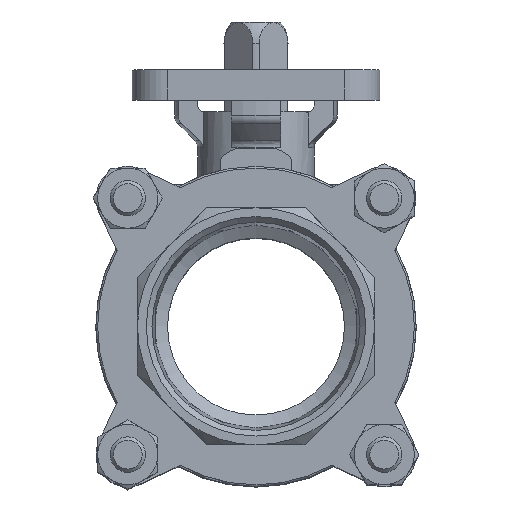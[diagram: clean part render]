
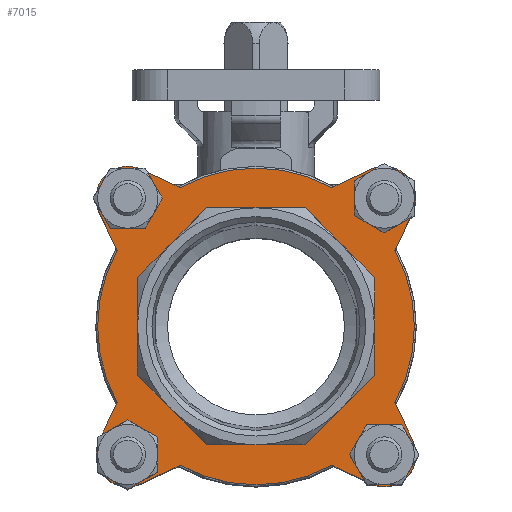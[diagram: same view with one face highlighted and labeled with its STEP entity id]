
A CAD part, top view. The second image highlights one B-rep face of the part: STEP entity #7015.
In plain terms, the highlighted planar face has unit normal (0, 0, 1).
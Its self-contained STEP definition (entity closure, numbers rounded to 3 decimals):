
#77=LINE('',#10932,#435);
#78=LINE('',#10936,#436);
#79=LINE('',#10940,#437);
#80=LINE('',#10944,#438);
#81=LINE('',#10948,#439);
#82=LINE('',#10952,#440);
#83=LINE('',#10956,#441);
#84=LINE('',#10960,#442);
#85=LINE('',#10961,#443);
#86=LINE('',#10964,#444);
#87=LINE('',#10966,#445);
#88=LINE('',#10968,#446);
#89=LINE('',#10970,#447);
#90=LINE('',#10972,#448);
#91=LINE('',#10974,#449);
#92=LINE('',#10976,#450);
#435=VECTOR('',#8516,1000.);
#436=VECTOR('',#8519,1000.);
#437=VECTOR('',#8522,1000.);
#438=VECTOR('',#8525,1000.);
#439=VECTOR('',#8528,1000.);
#440=VECTOR('',#8531,1000.);
#441=VECTOR('',#8534,1000.);
#442=VECTOR('',#8537,1000.);
#443=VECTOR('',#8538,1000.);
#444=VECTOR('',#8539,1000.);
#445=VECTOR('',#8540,1000.);
#446=VECTOR('',#8541,1000.);
#447=VECTOR('',#8542,1000.);
#448=VECTOR('',#8543,1000.);
#449=VECTOR('',#8544,1000.);
#450=VECTOR('',#8545,1000.);
#873=PLANE('',#7546);
#1117=CIRCLE('',#7547,44.75);
#1118=CIRCLE('',#7548,9.);
#1119=CIRCLE('',#7549,44.75);
#1120=CIRCLE('',#7550,9.);
#1121=CIRCLE('',#7551,44.75);
#1122=CIRCLE('',#7552,9.);
#1123=CIRCLE('',#7553,44.75);
#1124=CIRCLE('',#7554,9.);
#1125=CIRCLE('',#7555,8.);
#1126=CIRCLE('',#7556,8.);
#1127=CIRCLE('',#7557,8.);
#1128=CIRCLE('',#7558,8.);
#1651=ORIENTED_EDGE('',*,*,#3787,.F.);
#1652=ORIENTED_EDGE('',*,*,#3788,.T.);
#1653=ORIENTED_EDGE('',*,*,#3789,.T.);
#1654=ORIENTED_EDGE('',*,*,#3790,.T.);
#1655=ORIENTED_EDGE('',*,*,#3791,.F.);
#1656=ORIENTED_EDGE('',*,*,#3792,.T.);
#1657=ORIENTED_EDGE('',*,*,#3793,.T.);
#1658=ORIENTED_EDGE('',*,*,#3794,.T.);
#1659=ORIENTED_EDGE('',*,*,#3795,.F.);
#1660=ORIENTED_EDGE('',*,*,#3796,.T.);
#1661=ORIENTED_EDGE('',*,*,#3797,.T.);
#1662=ORIENTED_EDGE('',*,*,#3798,.T.);
#1663=ORIENTED_EDGE('',*,*,#3799,.F.);
#1664=ORIENTED_EDGE('',*,*,#3800,.T.);
#1665=ORIENTED_EDGE('',*,*,#3801,.T.);
#1666=ORIENTED_EDGE('',*,*,#3802,.T.);
#1667=ORIENTED_EDGE('',*,*,#3803,.F.);
#1668=ORIENTED_EDGE('',*,*,#3804,.F.);
#1669=ORIENTED_EDGE('',*,*,#3805,.F.);
#1670=ORIENTED_EDGE('',*,*,#3806,.F.);
#1671=ORIENTED_EDGE('',*,*,#3807,.F.);
#1672=ORIENTED_EDGE('',*,*,#3808,.F.);
#1673=ORIENTED_EDGE('',*,*,#3809,.F.);
#1674=ORIENTED_EDGE('',*,*,#3810,.F.);
#1675=ORIENTED_EDGE('',*,*,#3811,.F.);
#1676=ORIENTED_EDGE('',*,*,#3812,.F.);
#1677=ORIENTED_EDGE('',*,*,#3813,.F.);
#1678=ORIENTED_EDGE('',*,*,#3814,.F.);
#3787=EDGE_CURVE('',#4833,#4834,#1117,.T.);
#3788=EDGE_CURVE('',#4833,#4835,#77,.T.);
#3789=EDGE_CURVE('',#4835,#4836,#1118,.T.);
#3790=EDGE_CURVE('',#4836,#4837,#78,.T.);
#3791=EDGE_CURVE('',#4838,#4837,#1119,.T.);
#3792=EDGE_CURVE('',#4838,#4839,#79,.T.);
#3793=EDGE_CURVE('',#4839,#4840,#1120,.T.);
#3794=EDGE_CURVE('',#4840,#4841,#80,.T.);
#3795=EDGE_CURVE('',#4842,#4841,#1121,.T.);
#3796=EDGE_CURVE('',#4842,#4843,#81,.T.);
#3797=EDGE_CURVE('',#4843,#4844,#1122,.T.);
#3798=EDGE_CURVE('',#4844,#4845,#82,.T.);
#3799=EDGE_CURVE('',#4846,#4845,#1123,.T.);
#3800=EDGE_CURVE('',#4846,#4847,#83,.T.);
#3801=EDGE_CURVE('',#4847,#4848,#1124,.T.);
#3802=EDGE_CURVE('',#4848,#4834,#84,.T.);
#3803=EDGE_CURVE('',#4849,#4850,#85,.T.);
#3804=EDGE_CURVE('',#4851,#4849,#86,.T.);
#3805=EDGE_CURVE('',#4852,#4851,#87,.T.);
#3806=EDGE_CURVE('',#4853,#4852,#88,.T.);
#3807=EDGE_CURVE('',#4854,#4853,#89,.T.);
#3808=EDGE_CURVE('',#4855,#4854,#90,.T.);
#3809=EDGE_CURVE('',#4856,#4855,#91,.T.);
#3810=EDGE_CURVE('',#4850,#4856,#92,.T.);
#3811=EDGE_CURVE('',#4857,#4857,#1125,.F.);
#3812=EDGE_CURVE('',#4858,#4858,#1126,.F.);
#3813=EDGE_CURVE('',#4859,#4859,#1127,.F.);
#3814=EDGE_CURVE('',#4860,#4860,#1128,.F.);
#4833=VERTEX_POINT('',#10930);
#4834=VERTEX_POINT('',#10931);
#4835=VERTEX_POINT('',#10933);
#4836=VERTEX_POINT('',#10935);
#4837=VERTEX_POINT('',#10937);
#4838=VERTEX_POINT('',#10939);
#4839=VERTEX_POINT('',#10941);
#4840=VERTEX_POINT('',#10943);
#4841=VERTEX_POINT('',#10945);
#4842=VERTEX_POINT('',#10947);
#4843=VERTEX_POINT('',#10949);
#4844=VERTEX_POINT('',#10951);
#4845=VERTEX_POINT('',#10953);
#4846=VERTEX_POINT('',#10955);
#4847=VERTEX_POINT('',#10957);
#4848=VERTEX_POINT('',#10959);
#4849=VERTEX_POINT('',#10962);
#4850=VERTEX_POINT('',#10963);
#4851=VERTEX_POINT('',#10965);
#4852=VERTEX_POINT('',#10967);
#4853=VERTEX_POINT('',#10969);
#4854=VERTEX_POINT('',#10971);
#4855=VERTEX_POINT('',#10973);
#4856=VERTEX_POINT('',#10975);
#4857=VERTEX_POINT('',#10978);
#4858=VERTEX_POINT('',#10980);
#4859=VERTEX_POINT('',#10982);
#4860=VERTEX_POINT('',#10984);
#5820=EDGE_LOOP('',(#1651,#1652,#1653,#1654,#1655,#1656,#1657,#1658,#1659,
#1660,#1661,#1662,#1663,#1664,#1665,#1666));
#5821=EDGE_LOOP('',(#1667,#1668,#1669,#1670,#1671,#1672,#1673,#1674));
#5822=EDGE_LOOP('',(#1675));
#5823=EDGE_LOOP('',(#1676));
#5824=EDGE_LOOP('',(#1677));
#5825=EDGE_LOOP('',(#1678));
#6355=FACE_BOUND('',#5820,.T.);
#6356=FACE_BOUND('',#5821,.T.);
#6357=FACE_BOUND('',#5822,.T.);
#6358=FACE_BOUND('',#5823,.T.);
#6359=FACE_BOUND('',#5824,.T.);
#6360=FACE_BOUND('',#5825,.T.);
#7015=ADVANCED_FACE('',(#6355,#6356,#6357,#6358,#6359,#6360),#873,.F.);
#7546=AXIS2_PLACEMENT_3D('',#10928,#8512,#8513);
#7547=AXIS2_PLACEMENT_3D('',#10929,#8514,#8515);
#7548=AXIS2_PLACEMENT_3D('',#10934,#8517,#8518);
#7549=AXIS2_PLACEMENT_3D('',#10938,#8520,#8521);
#7550=AXIS2_PLACEMENT_3D('',#10942,#8523,#8524);
#7551=AXIS2_PLACEMENT_3D('',#10946,#8526,#8527);
#7552=AXIS2_PLACEMENT_3D('',#10950,#8529,#8530);
#7553=AXIS2_PLACEMENT_3D('',#10954,#8532,#8533);
#7554=AXIS2_PLACEMENT_3D('',#10958,#8535,#8536);
#7555=AXIS2_PLACEMENT_3D('',#10977,#8546,#8547);
#7556=AXIS2_PLACEMENT_3D('',#10979,#8548,#8549);
#7557=AXIS2_PLACEMENT_3D('',#10981,#8550,#8551);
#7558=AXIS2_PLACEMENT_3D('',#10983,#8552,#8553);
#8512=DIRECTION('',(0.,0.,-1.));
#8513=DIRECTION('',(-1.,0.,0.));
#8514=DIRECTION('',(0.,0.,-1.));
#8515=DIRECTION('',(-1.,0.,0.));
#8516=DIRECTION('',(-0.906,0.423,0.));
#8517=DIRECTION('',(0.,0.,1.));
#8518=DIRECTION('',(1.,0.,0.));
#8519=DIRECTION('',(0.423,-0.906,0.));
#8520=DIRECTION('',(0.,0.,-1.));
#8521=DIRECTION('',(-1.,0.,0.));
#8522=DIRECTION('',(-0.423,-0.906,0.));
#8523=DIRECTION('',(0.,0.,1.));
#8524=DIRECTION('',(1.,0.,0.));
#8525=DIRECTION('',(0.906,0.423,0.));
#8526=DIRECTION('',(0.,0.,-1.));
#8527=DIRECTION('',(-1.,0.,0.));
#8528=DIRECTION('',(0.906,-0.423,0.));
#8529=DIRECTION('',(0.,0.,1.));
#8530=DIRECTION('',(1.,0.,0.));
#8531=DIRECTION('',(-0.423,0.906,0.));
#8532=DIRECTION('',(0.,0.,-1.));
#8533=DIRECTION('',(-1.,0.,0.));
#8534=DIRECTION('',(0.423,0.906,0.));
#8535=DIRECTION('',(0.,0.,1.));
#8536=DIRECTION('',(1.,0.,0.));
#8537=DIRECTION('',(-0.906,-0.423,0.));
#8538=DIRECTION('',(-1.,0.,0.));
#8539=DIRECTION('',(-0.707,0.707,0.));
#8540=DIRECTION('',(0.,1.,0.));
#8541=DIRECTION('',(0.707,0.707,0.));
#8542=DIRECTION('',(1.,0.,0.));
#8543=DIRECTION('',(0.707,-0.707,0.));
#8544=DIRECTION('',(0.,-1.,0.));
#8545=DIRECTION('',(-0.707,-0.707,0.));
#8546=DIRECTION('',(0.,0.,-1.));
#8547=DIRECTION('',(-1.,0.,0.));
#8548=DIRECTION('',(0.,0.,-1.));
#8549=DIRECTION('',(-1.,0.,0.));
#8550=DIRECTION('',(0.,0.,-1.));
#8551=DIRECTION('',(-1.,0.,0.));
#8552=DIRECTION('',(0.,0.,-1.));
#8553=DIRECTION('',(-1.,0.,0.));
#10928=CARTESIAN_POINT('',(0.,0.,43.8));
#10929=CARTESIAN_POINT('',(0.,0.,43.8));
#10930=CARTESIAN_POINT('',(-21.451,39.274,43.8));
#10931=CARTESIAN_POINT('',(21.451,39.274,43.8));
#10932=CARTESIAN_POINT('',(0.,29.271,43.8));
#10933=CARTESIAN_POINT('',(-32.436,44.396,43.8));
#10934=CARTESIAN_POINT('',(-36.239,36.239,43.8));
#10935=CARTESIAN_POINT('',(-44.396,32.436,43.8));
#10936=CARTESIAN_POINT('',(-44.396,32.436,43.8));
#10937=CARTESIAN_POINT('',(-39.274,21.451,43.8));
#10938=CARTESIAN_POINT('',(0.,0.,43.8));
#10939=CARTESIAN_POINT('',(-39.274,-21.451,43.8));
#10940=CARTESIAN_POINT('',(-29.271,0.,43.8));
#10941=CARTESIAN_POINT('',(-44.396,-32.436,43.8));
#10942=CARTESIAN_POINT('',(-36.239,-36.239,43.8));
#10943=CARTESIAN_POINT('',(-32.436,-44.396,43.8));
#10944=CARTESIAN_POINT('',(-32.436,-44.396,43.8));
#10945=CARTESIAN_POINT('',(-21.451,-39.274,43.8));
#10946=CARTESIAN_POINT('',(0.,0.,43.8));
#10947=CARTESIAN_POINT('',(21.451,-39.274,43.8));
#10948=CARTESIAN_POINT('',(0.,-29.271,43.8));
#10949=CARTESIAN_POINT('',(32.436,-44.396,43.8));
#10950=CARTESIAN_POINT('',(36.239,-36.239,43.8));
#10951=CARTESIAN_POINT('',(44.396,-32.436,43.8));
#10952=CARTESIAN_POINT('',(44.396,-32.436,43.8));
#10953=CARTESIAN_POINT('',(39.274,-21.451,43.8));
#10954=CARTESIAN_POINT('',(0.,0.,43.8));
#10955=CARTESIAN_POINT('',(39.274,21.451,43.8));
#10956=CARTESIAN_POINT('',(29.271,0.,43.8));
#10957=CARTESIAN_POINT('',(44.396,32.436,43.8));
#10958=CARTESIAN_POINT('',(36.239,36.239,43.8));
#10959=CARTESIAN_POINT('',(32.436,44.396,43.8));
#10960=CARTESIAN_POINT('',(32.436,44.396,43.8));
#10961=CARTESIAN_POINT('',(0.,33.5,43.8));
#10962=CARTESIAN_POINT('',(13.876,33.5,43.8));
#10963=CARTESIAN_POINT('',(-13.876,33.5,43.8));
#10964=CARTESIAN_POINT('',(23.688,23.688,43.8));
#10965=CARTESIAN_POINT('',(33.5,13.876,43.8));
#10966=CARTESIAN_POINT('',(33.5,0.,43.8));
#10967=CARTESIAN_POINT('',(33.5,-13.876,43.8));
#10968=CARTESIAN_POINT('',(23.688,-23.688,43.8));
#10969=CARTESIAN_POINT('',(13.876,-33.5,43.8));
#10970=CARTESIAN_POINT('',(0.,-33.5,43.8));
#10971=CARTESIAN_POINT('',(-13.876,-33.5,43.8));
#10972=CARTESIAN_POINT('',(-23.688,-23.688,43.8));
#10973=CARTESIAN_POINT('',(-33.5,-13.876,43.8));
#10974=CARTESIAN_POINT('',(-33.5,0.,43.8));
#10975=CARTESIAN_POINT('',(-33.5,13.876,43.8));
#10976=CARTESIAN_POINT('',(-23.688,23.688,43.8));
#10977=CARTESIAN_POINT('',(-36.239,36.239,43.8));
#10978=CARTESIAN_POINT('',(-44.239,36.239,43.8));
#10979=CARTESIAN_POINT('',(36.239,-36.239,43.8));
#10980=CARTESIAN_POINT('',(28.239,-36.239,43.8));
#10981=CARTESIAN_POINT('',(36.239,36.239,43.8));
#10982=CARTESIAN_POINT('',(28.239,36.239,43.8));
#10983=CARTESIAN_POINT('',(-36.239,-36.239,43.8));
#10984=CARTESIAN_POINT('',(-44.239,-36.239,43.8));
